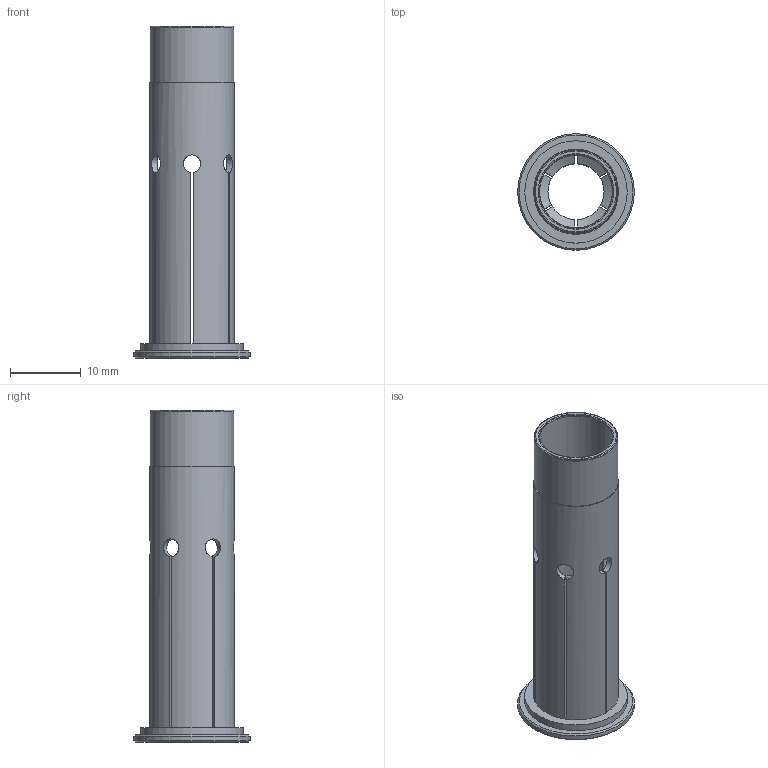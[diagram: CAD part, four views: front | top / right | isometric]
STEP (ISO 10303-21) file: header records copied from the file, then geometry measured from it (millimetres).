
FILE_DESCRIPTION(/* description */ (''),/* implementation_level */ '2;1');
FILE_NAME(/* name */ '05FHC120312L1_Basic.stp',/* time_stamp */ '2022-05-13T08:53:58+05:00',/* author */ (''),/* organization */ (''),/* preprocessor_version */ 'ST-DEVELOPER v16.7',/* originating_system */ 'SIEMENS PLM Software NX 12.0',/* authorisation */ '');
FILE_SCHEMA (('AUTOMOTIVE_DESIGN { 1 0 10303 214 3 1 1 1 }'));
Length unit declared in the file: millimetre
Products named in the file (1): inpu1EECA5248rkc
Bounding box: 16.5 x 16.5 x 47 mm (x, y, z)
Volume: 2259.4 mm3; surface area: 3932.2 mm2
Topology: 1 solids, 1 shells, 52 faces, 185 edges, 129 vertices
Faces by surface type: plane 23, cylinder 17, cone 8, torus 4
Full cylindrical faces by diameter (mm): 10.3 x1, 11.85 x1, 12 x1, 14.5 x1, 16.5 x1
Entity records: 2613 total; most frequent: CARTESIAN_POINT 1051, ORIENTED_EDGE 332, DIRECTION 284, EDGE_CURVE 166, VERTEX_POINT 118, LINE 96, VECTOR 96, AXIS2_PLACEMENT_3D 94
